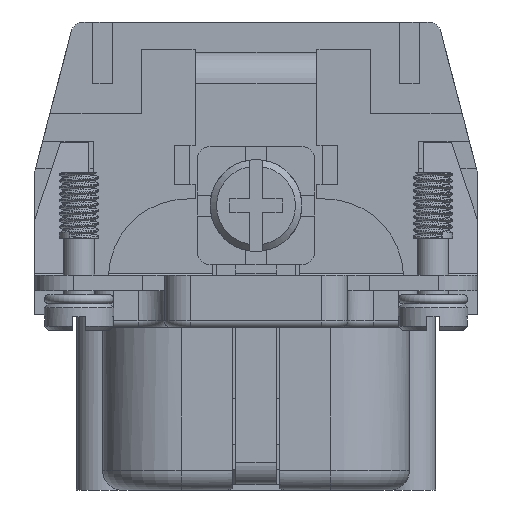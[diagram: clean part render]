
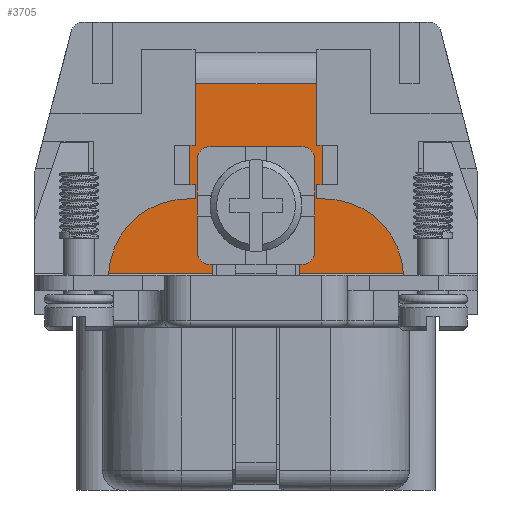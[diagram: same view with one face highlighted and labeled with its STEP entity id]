
A CAD part, left-side view. The second image highlights one B-rep face of the part: STEP entity #3705.
In plain terms, the highlighted planar face has unit normal (-1, 0, 0).
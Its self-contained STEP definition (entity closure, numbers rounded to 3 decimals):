
#2079=PLANE('',#36229);
#3705=ADVANCED_FACE('',(#5974),#2079,.T.);
#5974=FACE_OUTER_BOUND('',#7844,.T.);
#7844=EDGE_LOOP('',(#14453,#14454,#14455,#14456,#14457,#14458,#14459,#14460,
#14461,#14462,#14463,#14464,#14465,#14466,#14467,#14468,#14469,#14470,#14471,
#14472,#14473,#14474,#14475,#14476,#14477,#14478,#14479,#14480));
#9672=CIRCLE('',#36223,1.);
#9673=CIRCLE('',#36224,6.);
#9674=CIRCLE('',#36225,6.);
#9675=CIRCLE('',#36226,1.);
#9676=CIRCLE('',#36227,1.);
#9677=CIRCLE('',#36228,1.);
#14453=ORIENTED_EDGE('',*,*,#26622,.T.);
#14454=ORIENTED_EDGE('',*,*,#26623,.T.);
#14455=ORIENTED_EDGE('',*,*,#26624,.T.);
#14456=ORIENTED_EDGE('',*,*,#26625,.F.);
#14457=ORIENTED_EDGE('',*,*,#26626,.F.);
#14458=ORIENTED_EDGE('',*,*,#26627,.F.);
#14459=ORIENTED_EDGE('',*,*,#26628,.F.);
#14460=ORIENTED_EDGE('',*,*,#26629,.F.);
#14461=ORIENTED_EDGE('',*,*,#26630,.T.);
#14462=ORIENTED_EDGE('',*,*,#26631,.T.);
#14463=ORIENTED_EDGE('',*,*,#26632,.F.);
#14464=ORIENTED_EDGE('',*,*,#26633,.F.);
#14465=ORIENTED_EDGE('',*,*,#26634,.T.);
#14466=ORIENTED_EDGE('',*,*,#26635,.F.);
#14467=ORIENTED_EDGE('',*,*,#26636,.T.);
#14468=ORIENTED_EDGE('',*,*,#26637,.T.);
#14469=ORIENTED_EDGE('',*,*,#26638,.T.);
#14470=ORIENTED_EDGE('',*,*,#26639,.T.);
#14471=ORIENTED_EDGE('',*,*,#26640,.F.);
#14472=ORIENTED_EDGE('',*,*,#26641,.T.);
#14473=ORIENTED_EDGE('',*,*,#26642,.F.);
#14474=ORIENTED_EDGE('',*,*,#26643,.T.);
#14475=ORIENTED_EDGE('',*,*,#26644,.T.);
#14476=ORIENTED_EDGE('',*,*,#26645,.T.);
#14477=ORIENTED_EDGE('',*,*,#26646,.T.);
#14478=ORIENTED_EDGE('',*,*,#26647,.T.);
#14479=ORIENTED_EDGE('',*,*,#26648,.T.);
#14480=ORIENTED_EDGE('',*,*,#26649,.T.);
#22515=VERTEX_POINT('',#52814);
#22516=VERTEX_POINT('',#52815);
#22517=VERTEX_POINT('',#52817);
#22518=VERTEX_POINT('',#52819);
#22519=VERTEX_POINT('',#52821);
#22520=VERTEX_POINT('',#52823);
#22521=VERTEX_POINT('',#52825);
#22522=VERTEX_POINT('',#52827);
#22523=VERTEX_POINT('',#52829);
#22524=VERTEX_POINT('',#52831);
#22525=VERTEX_POINT('',#52833);
#22526=VERTEX_POINT('',#52835);
#22527=VERTEX_POINT('',#52837);
#22528=VERTEX_POINT('',#52839);
#22529=VERTEX_POINT('',#52841);
#22530=VERTEX_POINT('',#52843);
#22531=VERTEX_POINT('',#52845);
#22532=VERTEX_POINT('',#52847);
#22533=VERTEX_POINT('',#52849);
#22534=VERTEX_POINT('',#52851);
#22535=VERTEX_POINT('',#52853);
#22536=VERTEX_POINT('',#52855);
#22537=VERTEX_POINT('',#52857);
#22538=VERTEX_POINT('',#52859);
#22539=VERTEX_POINT('',#52861);
#22540=VERTEX_POINT('',#52863);
#22541=VERTEX_POINT('',#52865);
#22542=VERTEX_POINT('',#52867);
#26622=EDGE_CURVE('',#22515,#22516,#9672,.T.);
#26623=EDGE_CURVE('',#22516,#22517,#31120,.T.);
#26624=EDGE_CURVE('',#22517,#22518,#31121,.T.);
#26625=EDGE_CURVE('',#22519,#22518,#31122,.T.);
#26626=EDGE_CURVE('',#22520,#22519,#9673,.T.);
#26627=EDGE_CURVE('',#22521,#22520,#31123,.T.);
#26628=EDGE_CURVE('',#22522,#22521,#31124,.T.);
#26629=EDGE_CURVE('',#22523,#22522,#31125,.T.);
#26630=EDGE_CURVE('',#22523,#22524,#31126,.T.);
#26631=EDGE_CURVE('',#22524,#22525,#31127,.T.);
#26632=EDGE_CURVE('',#22526,#22525,#31128,.T.);
#26633=EDGE_CURVE('',#22527,#22526,#31129,.T.);
#26634=EDGE_CURVE('',#22527,#22528,#31130,.T.);
#26635=EDGE_CURVE('',#22529,#22528,#31131,.T.);
#26636=EDGE_CURVE('',#22529,#22530,#31132,.T.);
#26637=EDGE_CURVE('',#22530,#22531,#31133,.T.);
#26638=EDGE_CURVE('',#22531,#22532,#31134,.T.);
#26639=EDGE_CURVE('',#22532,#22533,#31135,.T.);
#26640=EDGE_CURVE('',#22534,#22533,#9674,.T.);
#26641=EDGE_CURVE('',#22534,#22535,#31136,.T.);
#26642=EDGE_CURVE('',#22536,#22535,#31137,.T.);
#26643=EDGE_CURVE('',#22536,#22537,#31138,.T.);
#26644=EDGE_CURVE('',#22537,#22538,#9675,.T.);
#26645=EDGE_CURVE('',#22538,#22539,#31139,.T.);
#26646=EDGE_CURVE('',#22539,#22540,#9676,.T.);
#26647=EDGE_CURVE('',#22540,#22541,#31140,.T.);
#26648=EDGE_CURVE('',#22541,#22542,#9677,.T.);
#26649=EDGE_CURVE('',#22542,#22515,#31141,.T.);
#31120=LINE('',#52816,#33808);
#31121=LINE('',#52818,#33809);
#31122=LINE('',#52820,#33810);
#31123=LINE('',#52824,#33811);
#31124=LINE('',#52826,#33812);
#31125=LINE('',#52828,#33813);
#31126=LINE('',#52830,#33814);
#31127=LINE('',#52832,#33815);
#31128=LINE('',#52834,#33816);
#31129=LINE('',#52836,#33817);
#31130=LINE('',#52838,#33818);
#31131=LINE('',#52840,#33819);
#31132=LINE('',#52842,#33820);
#31133=LINE('',#52844,#33821);
#31134=LINE('',#52846,#33822);
#31135=LINE('',#52848,#33823);
#31136=LINE('',#52852,#33824);
#31137=LINE('',#52854,#33825);
#31138=LINE('',#52856,#33826);
#31139=LINE('',#52860,#33827);
#31140=LINE('',#52864,#33828);
#31141=LINE('',#52868,#33829);
#33808=VECTOR('',#42185,1.);
#33809=VECTOR('',#42186,1.);
#33810=VECTOR('',#42187,1.);
#33811=VECTOR('',#42190,1.);
#33812=VECTOR('',#42191,1.);
#33813=VECTOR('',#42192,1.);
#33814=VECTOR('',#42193,1.);
#33815=VECTOR('',#42194,1.);
#33816=VECTOR('',#42195,1.);
#33817=VECTOR('',#42196,1.);
#33818=VECTOR('',#42197,1.);
#33819=VECTOR('',#42198,1.);
#33820=VECTOR('',#42199,1.);
#33821=VECTOR('',#42200,1.);
#33822=VECTOR('',#42201,1.);
#33823=VECTOR('',#42202,1.);
#33824=VECTOR('',#42205,1.);
#33825=VECTOR('',#42206,1.);
#33826=VECTOR('',#42207,1.);
#33827=VECTOR('',#42210,1.);
#33828=VECTOR('',#42213,1.);
#33829=VECTOR('',#42216,1.);
#36223=AXIS2_PLACEMENT_3D('',#52813,#42183,#42184);
#36224=AXIS2_PLACEMENT_3D('',#52822,#42188,#42189);
#36225=AXIS2_PLACEMENT_3D('',#52850,#42203,#42204);
#36226=AXIS2_PLACEMENT_3D('',#52858,#42208,#42209);
#36227=AXIS2_PLACEMENT_3D('',#52862,#42211,#42212);
#36228=AXIS2_PLACEMENT_3D('',#52866,#42214,#42215);
#36229=AXIS2_PLACEMENT_3D('',#52869,#42217,#42218);
#42183=DIRECTION('',(1.,0.,0.));
#42184=DIRECTION('',(0.,0.,-1.));
#42185=DIRECTION('',(0.,1.,0.));
#42186=DIRECTION('',(0.,0.,-1.));
#42187=DIRECTION('',(0.,1.,0.));
#42188=DIRECTION('',(1.,0.,0.));
#42189=DIRECTION('',(0.,0.,1.));
#42190=DIRECTION('',(0.,-1.,0.));
#42191=DIRECTION('',(0.,0.,-1.));
#42192=DIRECTION('',(0.,1.,0.));
#42193=DIRECTION('',(0.,0.,1.));
#42194=DIRECTION('',(0.,1.,0.));
#42195=DIRECTION('',(0.,0.,-1.));
#42196=DIRECTION('',(0.,-1.,0.));
#42197=DIRECTION('',(0.,0.,-1.));
#42198=DIRECTION('',(0.,-1.,0.));
#42199=DIRECTION('',(0.,0.,-1.));
#42200=DIRECTION('',(0.,-1.,0.));
#42201=DIRECTION('',(0.,0.,-1.));
#42202=DIRECTION('',(0.,1.,0.));
#42203=DIRECTION('',(1.,0.,0.));
#42204=DIRECTION('',(0.,0.,1.));
#42205=DIRECTION('',(0.,-1.,0.));
#42206=DIRECTION('',(0.,0.,-1.));
#42207=DIRECTION('',(0.,1.,0.));
#42208=DIRECTION('',(1.,0.,0.));
#42209=DIRECTION('',(0.,0.,-1.));
#42210=DIRECTION('',(0.,0.,1.));
#42211=DIRECTION('',(1.,0.,0.));
#42212=DIRECTION('',(0.,0.,-1.));
#42213=DIRECTION('',(0.,-1.,0.));
#42214=DIRECTION('',(1.,0.,0.));
#42215=DIRECTION('',(0.,0.,-1.));
#42216=DIRECTION('',(0.,0.,-1.));
#42217=DIRECTION('',(-1.,0.,0.));
#42218=DIRECTION('',(0.,0.,1.));
#52813=CARTESIAN_POINT('',(-33.,146.5,-17.5));
#52814=CARTESIAN_POINT('',(-33.,145.5,-17.5));
#52815=CARTESIAN_POINT('',(-33.,146.5,-18.5));
#52816=CARTESIAN_POINT('',(-33.,145.5,-18.5));
#52817=CARTESIAN_POINT('',(-33.,146.7,-18.5));
#52818=CARTESIAN_POINT('',(-33.,146.7,-19.2));
#52819=CARTESIAN_POINT('',(-33.,146.7,-19.2));
#52820=CARTESIAN_POINT('',(-33.,150.,-19.2));
#52821=CARTESIAN_POINT('',(-33.,138.758,-19.2));
#52822=CARTESIAN_POINT('',(-33.,144.75,-19.5));
#52823=CARTESIAN_POINT('',(-33.,144.75,-13.5));
#52824=CARTESIAN_POINT('',(-33.,145.5,-13.5));
#52825=CARTESIAN_POINT('',(-33.,145.4,-13.5));
#52826=CARTESIAN_POINT('',(-33.,145.4,-20.7));
#52827=CARTESIAN_POINT('',(-33.,145.4,-12.4));
#52828=CARTESIAN_POINT('',(-33.,145.35,-12.4));
#52829=CARTESIAN_POINT('',(-33.,144.95,-12.4));
#52830=CARTESIAN_POINT('',(-33.,144.95,-20.7));
#52831=CARTESIAN_POINT('',(-33.,144.95,-9.4));
#52832=CARTESIAN_POINT('',(-33.,150.,-9.4));
#52833=CARTESIAN_POINT('',(-33.,145.4,-9.4));
#52834=CARTESIAN_POINT('',(-33.,145.4,-20.7));
#52835=CARTESIAN_POINT('',(-33.,145.4,-4.7));
#52836=CARTESIAN_POINT('',(-33.,150.,-4.7));
#52837=CARTESIAN_POINT('',(-33.,154.6,-4.7));
#52838=CARTESIAN_POINT('',(-33.,154.6,-20.7));
#52839=CARTESIAN_POINT('',(-33.,154.6,-9.4));
#52840=CARTESIAN_POINT('',(-33.,153.7,-9.4));
#52841=CARTESIAN_POINT('',(-33.,155.05,-9.4));
#52842=CARTESIAN_POINT('',(-33.,155.05,-20.7));
#52843=CARTESIAN_POINT('',(-33.,155.05,-12.4));
#52844=CARTESIAN_POINT('',(-33.,150.,-12.4));
#52845=CARTESIAN_POINT('',(-33.,154.6,-12.4));
#52846=CARTESIAN_POINT('',(-33.,154.6,-20.7));
#52847=CARTESIAN_POINT('',(-33.,154.6,-13.5));
#52848=CARTESIAN_POINT('',(-33.,150.,-13.5));
#52849=CARTESIAN_POINT('',(-33.,155.25,-13.5));
#52850=CARTESIAN_POINT('',(-33.,155.25,-19.5));
#52851=CARTESIAN_POINT('',(-33.,161.242,-19.2));
#52852=CARTESIAN_POINT('',(-33.,161.25,-19.2));
#52853=CARTESIAN_POINT('',(-33.,153.3,-19.2));
#52854=CARTESIAN_POINT('',(-33.,153.3,-20.7));
#52855=CARTESIAN_POINT('',(-33.,153.3,-18.5));
#52856=CARTESIAN_POINT('',(-33.,145.5,-18.5));
#52857=CARTESIAN_POINT('',(-33.,153.5,-18.5));
#52858=CARTESIAN_POINT('',(-33.,153.5,-17.5));
#52859=CARTESIAN_POINT('',(-33.,154.5,-17.5));
#52860=CARTESIAN_POINT('',(-33.,154.5,-18.5));
#52861=CARTESIAN_POINT('',(-33.,154.5,-10.5));
#52862=CARTESIAN_POINT('',(-33.,153.5,-10.5));
#52863=CARTESIAN_POINT('',(-33.,153.5,-9.5));
#52864=CARTESIAN_POINT('',(-33.,154.5,-9.5));
#52865=CARTESIAN_POINT('',(-33.,146.5,-9.5));
#52866=CARTESIAN_POINT('',(-33.,146.5,-10.5));
#52867=CARTESIAN_POINT('',(-33.,145.5,-10.5));
#52868=CARTESIAN_POINT('',(-33.,145.5,-9.5));
#52869=CARTESIAN_POINT('',(-33.,150.,-20.7));
